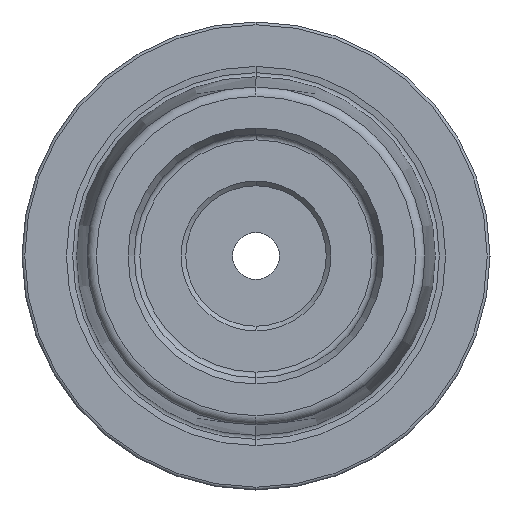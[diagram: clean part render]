
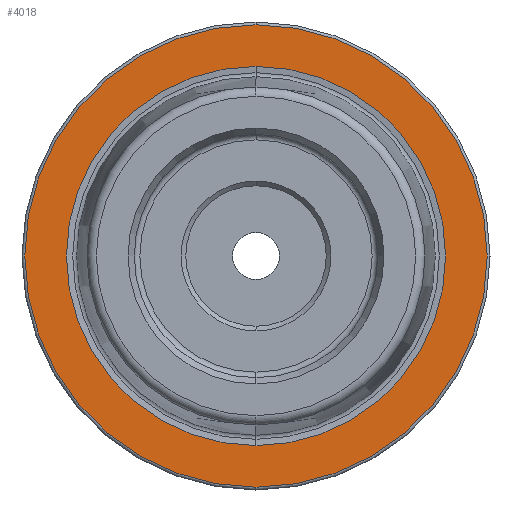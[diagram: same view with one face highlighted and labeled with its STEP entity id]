
A CAD part, left-side view. The second image highlights one B-rep face of the part: STEP entity #4018.
In plain terms, the highlighted planar face has unit normal (-1, 0, 0).
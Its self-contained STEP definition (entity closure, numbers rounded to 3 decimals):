
#8 = DIRECTION ( 'NONE',  ( 0., 0., 1. ) ) ;
#10 = AXIS2_PLACEMENT_3D ( 'NONE', #1054, #2879, #1314 ) ;
#122 = EDGE_LOOP ( 'NONE', ( #1640, #2780 ) ) ;
#481 = EDGE_CURVE ( 'NONE', #2915, #2059, #2898, .T. ) ;
#530 = AXIS2_PLACEMENT_3D ( 'NONE', #2389, #546, #3344 ) ;
#546 = DIRECTION ( 'NONE',  ( -1., 0., 0. ) ) ;
#672 = CARTESIAN_POINT ( 'NONE',  ( 0., 0., 0. ) ) ;
#773 = CARTESIAN_POINT ( 'NONE',  ( 0., 0., 0. ) ) ;
#811 = DIRECTION ( 'NONE',  ( -1., 0., 0. ) ) ;
#961 = CARTESIAN_POINT ( 'NONE',  ( 0., 0., 0. ) ) ;
#1054 = CARTESIAN_POINT ( 'NONE',  ( 0., 24.7, 0. ) ) ;
#1314 = DIRECTION ( 'NONE',  ( 0., 0., -1. ) ) ;
#1340 = CARTESIAN_POINT ( 'NONE',  ( 0., 0., 24.7 ) ) ;
#1410 = FACE_BOUND ( 'NONE', #122, .T. ) ;
#1516 = FACE_OUTER_BOUND ( 'NONE', #2234, .T. ) ;
#1601 = DIRECTION ( 'NONE',  ( -1., 0., 0. ) ) ;
#1640 = ORIENTED_EDGE ( 'NONE', *, *, #3986, .F. ) ;
#1647 = ORIENTED_EDGE ( 'NONE', *, *, #481, .T. ) ;
#1740 = ORIENTED_EDGE ( 'NONE', *, *, #3596, .T. ) ;
#1867 = CARTESIAN_POINT ( 'NONE',  ( 0., 0., -20.258 ) ) ;
#1871 = DIRECTION ( 'NONE',  ( -1., 0., 0. ) ) ;
#2021 = AXIS2_PLACEMENT_3D ( 'NONE', #672, #1601, #3772 ) ;
#2059 = VERTEX_POINT ( 'NONE', #1340 ) ;
#2220 = AXIS2_PLACEMENT_3D ( 'NONE', #961, #1871, #8 ) ;
#2234 = EDGE_LOOP ( 'NONE', ( #1740, #1647 ) ) ;
#2389 = CARTESIAN_POINT ( 'NONE',  ( 0., 0., 0. ) ) ;
#2463 = EDGE_CURVE ( 'NONE', #2963, #3661, #3889, .T. ) ;
#2569 = CIRCLE ( 'NONE', #530, 20.258 ) ;
#2780 = ORIENTED_EDGE ( 'NONE', *, *, #2463, .F. ) ;
#2879 = DIRECTION ( 'NONE',  ( 1., 0., 0. ) ) ;
#2898 = CIRCLE ( 'NONE', #2021, 24.7 ) ;
#2915 = VERTEX_POINT ( 'NONE', #3974 ) ;
#2963 = VERTEX_POINT ( 'NONE', #1867 ) ;
#3036 = AXIS2_PLACEMENT_3D ( 'NONE', #773, #811, #3256 ) ;
#3256 = DIRECTION ( 'NONE',  ( 0., 0., 1. ) ) ;
#3312 = CIRCLE ( 'NONE', #3036, 24.7 ) ;
#3344 = DIRECTION ( 'NONE',  ( 0., 0., 1. ) ) ;
#3515 = PLANE ( 'NONE',  #10 ) ;
#3595 = CARTESIAN_POINT ( 'NONE',  ( 0., 0., 20.258 ) ) ;
#3596 = EDGE_CURVE ( 'NONE', #2059, #2915, #3312, .T. ) ;
#3661 = VERTEX_POINT ( 'NONE', #3595 ) ;
#3772 = DIRECTION ( 'NONE',  ( 0., 0., 1. ) ) ;
#3889 = CIRCLE ( 'NONE', #2220, 20.258 ) ;
#3974 = CARTESIAN_POINT ( 'NONE',  ( 0., 0., -24.7 ) ) ;
#3986 = EDGE_CURVE ( 'NONE', #3661, #2963, #2569, .T. ) ;
#4018 = ADVANCED_FACE ( 'NONE', ( #1410, #1516 ), #3515, .F. ) ;
